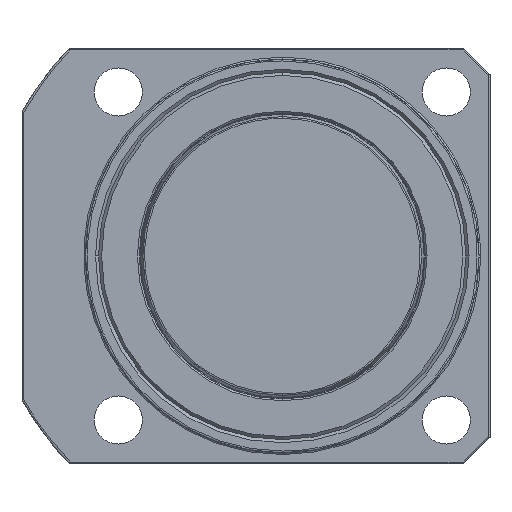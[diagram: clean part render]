
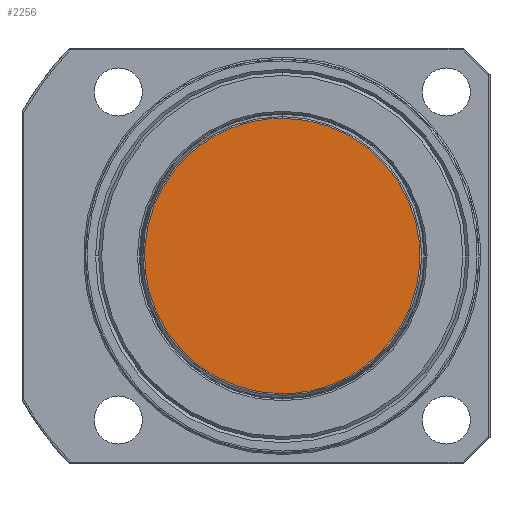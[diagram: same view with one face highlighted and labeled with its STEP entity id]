
A CAD part, front view. The second image highlights one B-rep face of the part: STEP entity #2256.
In plain terms, the highlighted planar face has unit normal (0, -1, 0).
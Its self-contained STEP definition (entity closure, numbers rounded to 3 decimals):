
#404 = DIRECTION ( 'NONE',  ( 0., 0., 1. ) ) ;
#413 = DIRECTION ( 'NONE',  ( 0., 1., 0. ) ) ;
#415 = CARTESIAN_POINT ( 'NONE',  ( 31.772, 0., 0. ) ) ;
#422 = PLANE ( 'NONE',  #1154 ) ;
#613 = VERTEX_POINT ( 'NONE', #3518 ) ;
#614 = VERTEX_POINT ( 'NONE', #3513 ) ;
#1154 = AXIS2_PLACEMENT_3D ( 'NONE', #415, #413, #404 ) ;
#1734 = CARTESIAN_POINT ( 'NONE',  ( -62.984, 0., 31.492 ) ) ;
#1738 = CARTESIAN_POINT ( 'NONE',  ( 0., 0., 31.492 ) ) ;
#1747 = CARTESIAN_POINT ( 'NONE',  ( -62.984, 0., -31.492 ) ) ;
#1797 = CARTESIAN_POINT ( 'NONE',  ( 0., 0., -31.492 ) ) ;
#1880 = CARTESIAN_POINT ( 'NONE',  ( 0., 0., -31.492 ) ) ;
#1881 = CARTESIAN_POINT ( 'NONE',  ( 62.984, 0., -31.492 ) ) ;
#1894 = CARTESIAN_POINT ( 'NONE',  ( 62.984, 0., 31.492 ) ) ;
#1895 = CARTESIAN_POINT ( 'NONE',  ( 0., 0., 31.492 ) ) ;
#2256 = ADVANCED_FACE ( 'N', ( #2354 ), #422, .F. ) ;
#2354 = FACE_OUTER_BOUND ( 'NONE', #2719, .T. ) ;
#2719 = EDGE_LOOP ( 'NONE', ( #2870, #2871 ) ) ;
#2870 = ORIENTED_EDGE ( 'NONE', *, *, #3695, .F. ) ;
#2871 = ORIENTED_EDGE ( 'NONE', *, *, #3685, .F. ) ;
#3289 =( BOUNDED_CURVE ( )  B_SPLINE_CURVE ( 3, ( #1797, #1747, #1734, #1738 ),
 .UNSPECIFIED., .F., .T. ) 
 B_SPLINE_CURVE_WITH_KNOTS ( ( 4, 4 ),
 ( 0., 1. ),
 .UNSPECIFIED. ) 
 CURVE ( )  GEOMETRIC_REPRESENTATION_ITEM ( )  RATIONAL_B_SPLINE_CURVE ( ( 1., 0.333, 0.333, 1. ) ) 
 REPRESENTATION_ITEM ( '' )  );
#3291 =( BOUNDED_CURVE ( )  B_SPLINE_CURVE ( 3, ( #1895, #1894, #1881, #1880 ),
 .UNSPECIFIED., .F., .F. ) 
 B_SPLINE_CURVE_WITH_KNOTS ( ( 4, 4 ),
 ( 0., 1. ),
 .UNSPECIFIED. ) 
 CURVE ( )  GEOMETRIC_REPRESENTATION_ITEM ( )  RATIONAL_B_SPLINE_CURVE ( ( 1., 0.333, 0.333, 1. ) ) 
 REPRESENTATION_ITEM ( '' )  );
#3513 = CARTESIAN_POINT ( 'NONE',  ( 0., 0., 31.492 ) ) ;
#3518 = CARTESIAN_POINT ( 'NONE',  ( 0., 0., -31.492 ) ) ;
#3685 = EDGE_CURVE ( 'NONE', #613, #614, #3289, .T. ) ;
#3695 = EDGE_CURVE ( 'NONE', #614, #613, #3291, .T. ) ;
